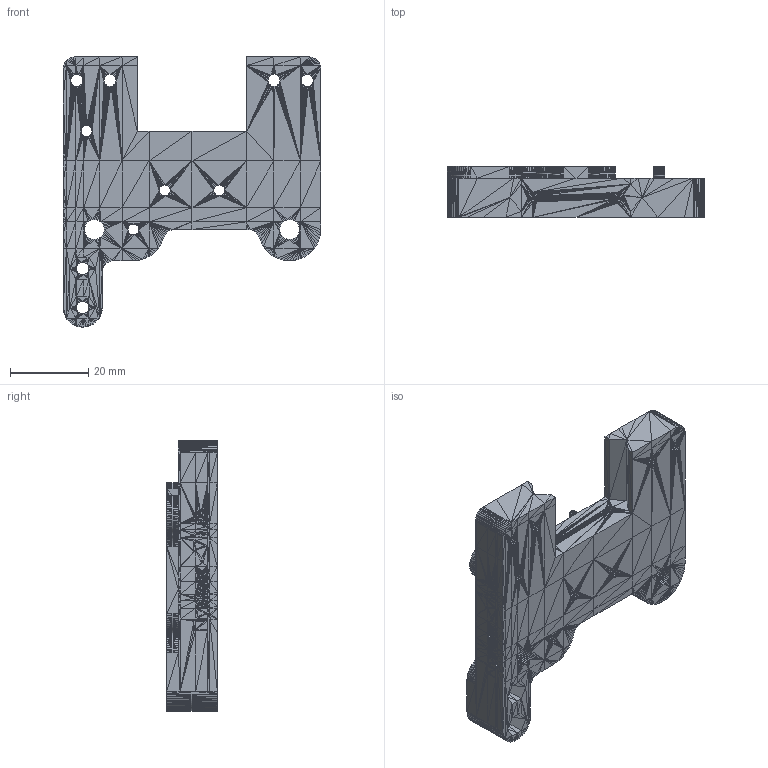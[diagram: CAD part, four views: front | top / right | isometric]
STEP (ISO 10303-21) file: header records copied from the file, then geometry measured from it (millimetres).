
FILE_DESCRIPTION(/* description */ (''),/* implementation_level */ '2;1');
FILE_NAME(/* name */ 'CNC.step',/* time_stamp */ '2020-04-01T11:18:21+02:00',/* author */ (''),/* organization */ (''),/* preprocessor_version */ 'ST-DEVELOPER v18',/* originating_system */ 'Autodesk Translation Framework v8.12.0.6',/* authorisation */ '');
FILE_SCHEMA (('AUTOMOTIVE_DESIGN { 1 0 10303 214 3 1 1 }'));
Products named in the file (1): (Unsaved)
Bounding box: 66 x 13 x 69.19 mm (x, y, z)
Volume: 27460 mm3; surface area: 11733 mm2
Topology: 1 solids, 1 shells, 7234 faces, 10851 edges, 3591 vertices
Faces by surface type: plane 7234
Entity records: 141052 total; most frequent: DIRECTION 25321, ORIENTED_EDGE 21702, CARTESIAN_POINT 21677, LINE 10851, VECTOR 10851, EDGE_CURVE 10851, AXIS2_PLACEMENT_3D 7235, FACE_OUTER_BOUND 7234
